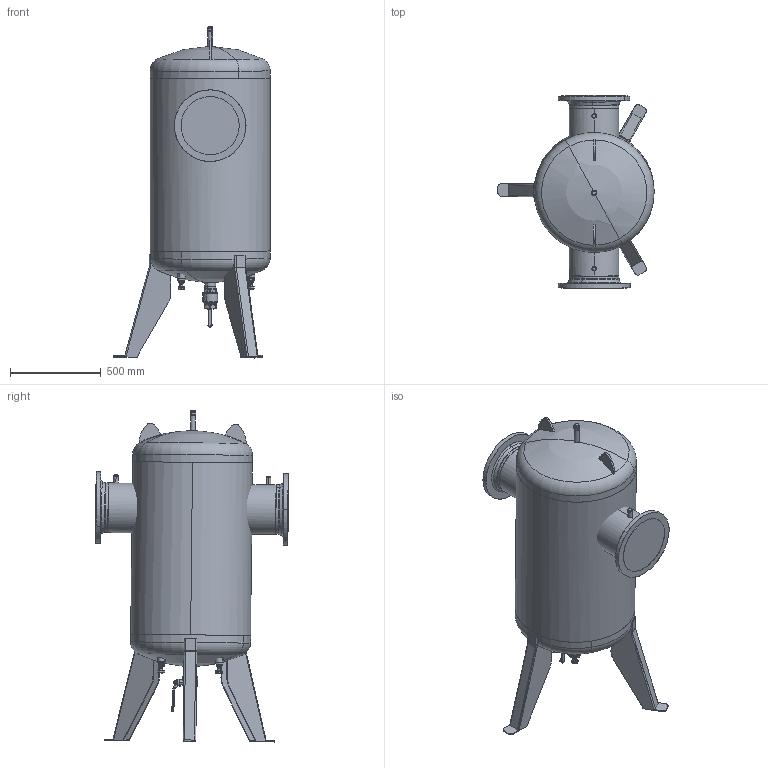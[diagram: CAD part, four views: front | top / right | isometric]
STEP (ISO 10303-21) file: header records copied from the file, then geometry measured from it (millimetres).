
FILE_DESCRIPTION(('CATIA V5 STEP Exchange'),'2;1');
FILE_NAME('STEP_546625_-_TST.stp','2018-10-10T15:16:39+00:00',('none'),('none'),'CATIA Version 5-6 Release 2016 SP4','CATIA V5 STEP AP203','none');
FILE_SCHEMA(('CONFIG_CONTROL_DESIGN'));
Length unit declared in the file: millimetre
Products named in the file (1): _5466250001_sw0001
Bounding box: 860.4 x 1063.4 x 1828.1 mm (x, y, z)
Surface area: 5980473.7 mm2 (no closed solid volume)
Topology: 0 solids, 55 shells, 718 faces, 2048 edges, 1323 vertices
Faces by surface type: cylinder 222, plane 155, bspline 122, cone 118, torus 88, sphere 13
Entity records: 41087 total; most frequent: CARTESIAN_POINT 25394, ORIENTED_EDGE 3487, DIRECTION 2437, EDGE_CURVE 2048, VERTEX_POINT 1323, AXIS2_PLACEMENT_3D 1175, ADVANCED_FACE 718, EDGE_LOOP 718
